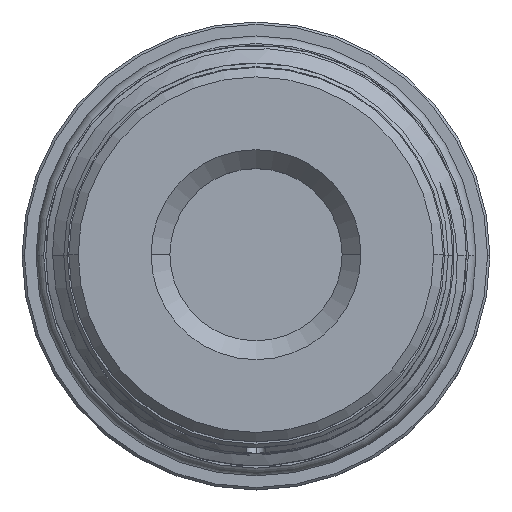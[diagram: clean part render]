
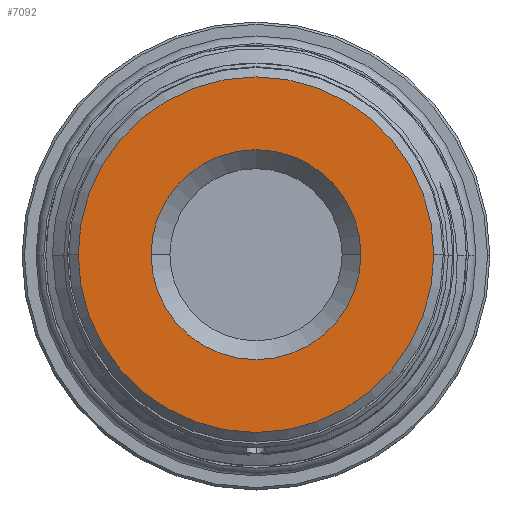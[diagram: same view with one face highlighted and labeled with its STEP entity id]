
A CAD part, top view. The second image highlights one B-rep face of the part: STEP entity #7092.
In plain terms, the highlighted planar face has unit normal (0, 0, 1).
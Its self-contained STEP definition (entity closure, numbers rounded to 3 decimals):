
#1074 = ORIENTED_EDGE ( 'NONE', *, *, #3954, .F. ) ;
#1827 = DIRECTION ( 'NONE',  ( 0., 0., 1. ) ) ;
#3320 = EDGE_LOOP ( 'NONE', ( #6649, #6039 ) ) ;
#3488 = DIRECTION ( 'NONE',  ( 1., 0., 0. ) ) ;
#3685 = CARTESIAN_POINT ( 'NONE',  ( -15.075, 0., 137.257 ) ) ;
#3719 = CARTESIAN_POINT ( 'NONE',  ( 0., 0., 137.257 ) ) ;
#3954 = EDGE_CURVE ( 'NONE', #11595, #8479, #6364, .T. ) ;
#4500 = AXIS2_PLACEMENT_3D ( 'NONE', #11632, #10101, #13234 ) ;
#4503 = DIRECTION ( 'NONE',  ( 1., 0., 0. ) ) ;
#4913 = DIRECTION ( 'NONE',  ( 0., 0., 1. ) ) ;
#5173 = EDGE_CURVE ( 'NONE', #10157, #7574, #9394, .T. ) ;
#5587 = AXIS2_PLACEMENT_3D ( 'NONE', #6668, #15730, #7956 ) ;
#5910 = FACE_OUTER_BOUND ( 'NONE', #13523, .T. ) ;
#6039 = ORIENTED_EDGE ( 'NONE', *, *, #5173, .F. ) ;
#6364 = CIRCLE ( 'NONE', #5587, 15.075 ) ;
#6649 = ORIENTED_EDGE ( 'NONE', *, *, #8455, .F. ) ;
#6668 = CARTESIAN_POINT ( 'NONE',  ( 0., 0., 137.257 ) ) ;
#7092 = ADVANCED_FACE ( 'NONE', ( #5910, #8536 ), #15988, .T. ) ;
#7574 = VERTEX_POINT ( 'NONE', #13993 ) ;
#7769 = AXIS2_PLACEMENT_3D ( 'NONE', #16047, #1827, #4503 ) ;
#7956 = DIRECTION ( 'NONE',  ( -1., 0., 0. ) ) ;
#8109 = EDGE_CURVE ( 'NONE', #8479, #11595, #14452, .T. ) ;
#8395 = DIRECTION ( 'NONE',  ( 1., 0., 0. ) ) ;
#8455 = EDGE_CURVE ( 'NONE', #7574, #10157, #11156, .T. ) ;
#8479 = VERTEX_POINT ( 'NONE', #3685 ) ;
#8536 = FACE_BOUND ( 'NONE', #3320, .T. ) ;
#8554 = CARTESIAN_POINT ( 'NONE',  ( -8.9, 0., 137.257 ) ) ;
#9394 = CIRCLE ( 'NONE', #11013, 8.9 ) ;
#10101 = DIRECTION ( 'NONE',  ( 0., 0., -1. ) ) ;
#10157 = VERTEX_POINT ( 'NONE', #8554 ) ;
#11013 = AXIS2_PLACEMENT_3D ( 'NONE', #3719, #4913, #3488 ) ;
#11156 = CIRCLE ( 'NONE', #16762, 8.9 ) ;
#11595 = VERTEX_POINT ( 'NONE', #15342 ) ;
#11632 = CARTESIAN_POINT ( 'NONE',  ( 0., 0., 137.257 ) ) ;
#13234 = DIRECTION ( 'NONE',  ( -1., 0., 0. ) ) ;
#13523 = EDGE_LOOP ( 'NONE', ( #15325, #1074 ) ) ;
#13993 = CARTESIAN_POINT ( 'NONE',  ( 8.9, 0., 137.257 ) ) ;
#14452 = CIRCLE ( 'NONE', #4500, 15.075 ) ;
#15263 = DIRECTION ( 'NONE',  ( 0., 0., 1. ) ) ;
#15325 = ORIENTED_EDGE ( 'NONE', *, *, #8109, .F. ) ;
#15342 = CARTESIAN_POINT ( 'NONE',  ( 15.075, 0., 137.257 ) ) ;
#15730 = DIRECTION ( 'NONE',  ( 0., 0., -1. ) ) ;
#15988 = PLANE ( 'NONE',  #7769 ) ;
#16047 = CARTESIAN_POINT ( 'NONE',  ( -15.075, 0., 137.257 ) ) ;
#16642 = CARTESIAN_POINT ( 'NONE',  ( 0., 0., 137.257 ) ) ;
#16762 = AXIS2_PLACEMENT_3D ( 'NONE', #16642, #15263, #8395 ) ;
